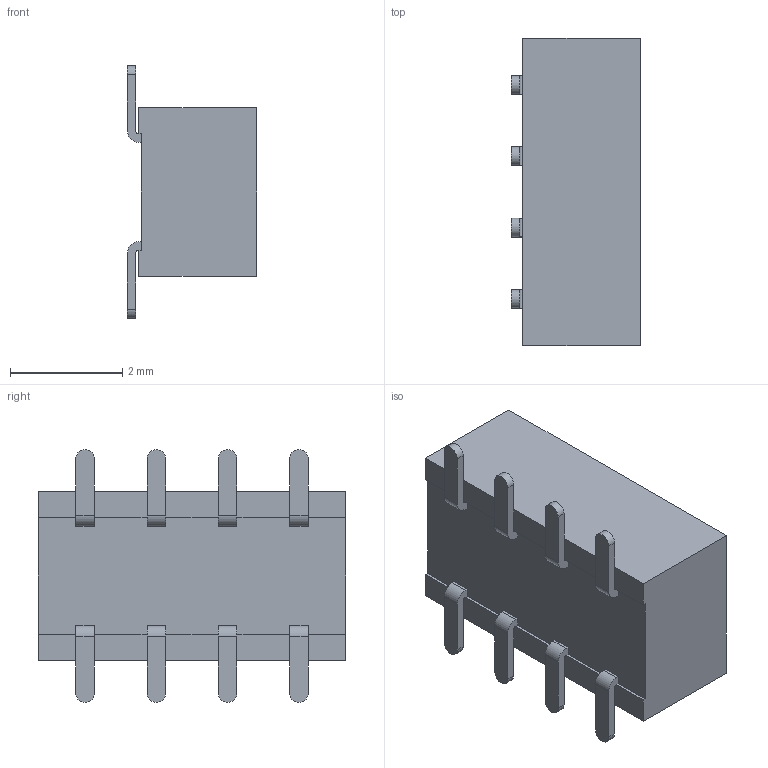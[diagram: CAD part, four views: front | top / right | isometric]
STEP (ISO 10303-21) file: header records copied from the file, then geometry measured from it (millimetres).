
FILE_DESCRIPTION((''),'2;1');
FILE_NAME('2X04_1','2023-04-26T14:34:19',('LuSa'),(''),'CREO PARAMETRIC BY PTC INC, 2021184','CREO PARAMETRIC BY PTC INC, 2021184','');
FILE_SCHEMA(('AUTOMOTIVE_DESIGN { 1 0 10303 214 1 1 1 1 }'));
Length unit declared in the file: millimetre
Products named in the file (1): 2X04_1
Bounding box: 2.3 x 5.48 x 4.5 mm (x, y, z)
Volume: 34.1 mm3; surface area: 79.6 mm2
Topology: 1 solids, 1 shells, 122 faces, 320 edges, 208 vertices
Faces by surface type: plane 98, cylinder 24
Entity records: 4210 total; most frequent: CARTESIAN_POINT 663, ORIENTED_EDGE 640, DIRECTION 629, COLOUR_RGB 341, EDGE_CURVE 320, VECTOR 272, LINE 272, VERTEX_POINT 208
